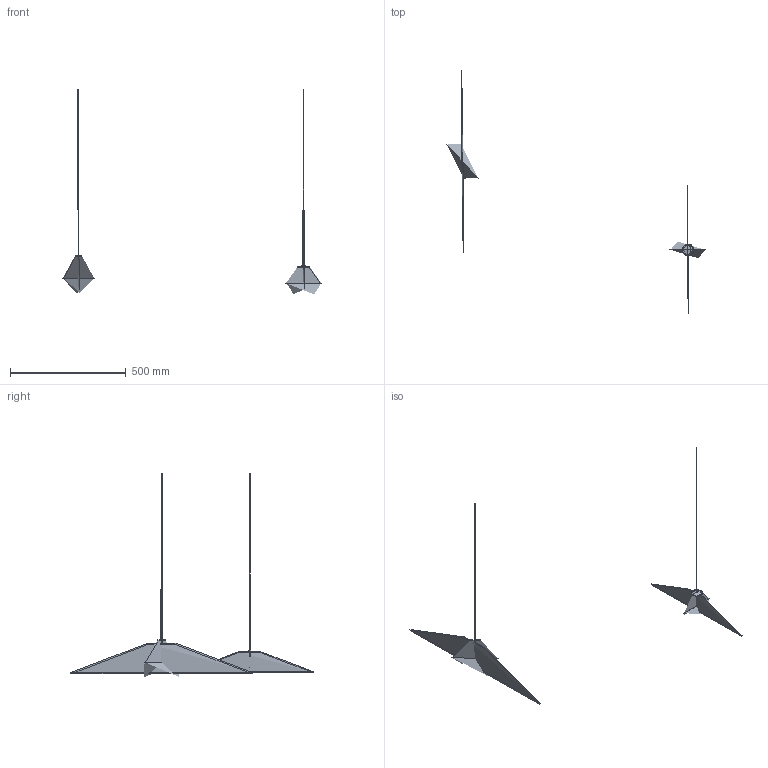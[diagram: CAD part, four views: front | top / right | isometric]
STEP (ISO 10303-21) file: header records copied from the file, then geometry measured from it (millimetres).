
FILE_DESCRIPTION(/* description */ (''),/* implementation_level */ '2;1');
FILE_NAME(/* name */ 'Bola Felt',/* time_stamp */ '2018-01-11T14:18:03-08:00',/* author */ (''),/* organization */ (''),/* preprocessor_version */ 'ST-DEVELOPER v15',/* originating_system */ '',/* authorisation */ '');
FILE_SCHEMA (('CONFIG_CONTROL_DESIGN'));
Length unit declared in the file: millimetre
Products named in the file (3): Document; Bola 4mm cord V01; Bola Stem V02
Assembly tree (2 placements, depth 2):
  Document
    Bola 4mm cord V01
    Bola Stem V02
Bounding box: 1118.98 x 1051.97 x 886.73 mm (x, y, z)
Volume: 819126.3 mm3; surface area: 1947499.9 mm2
Topology: 7 solids, 15 shells, 75 faces, 200 edges, 126 vertices
Faces by surface type: bspline 61, plane 14
Entity records: 25529 total; most frequent: CARTESIAN_POINT 24195, ORIENTED_EDGE 310, EDGE_CURVE 171, VERTEX_POINT 116, EDGE_LOOP 87, B_SPLINE_CURVE_WITH_KNOTS 86, ADVANCED_FACE 75, FACE_OUTER_BOUND 75
